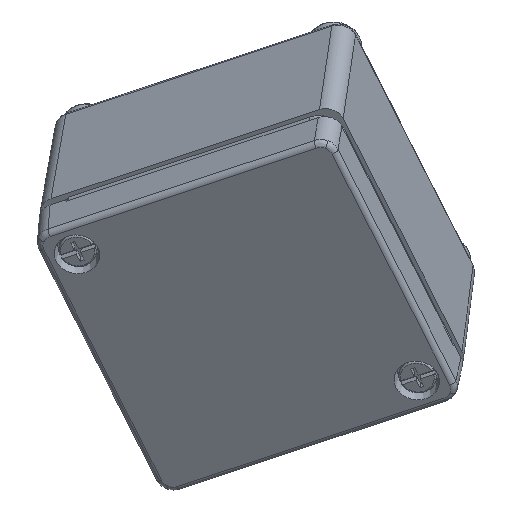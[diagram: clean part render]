
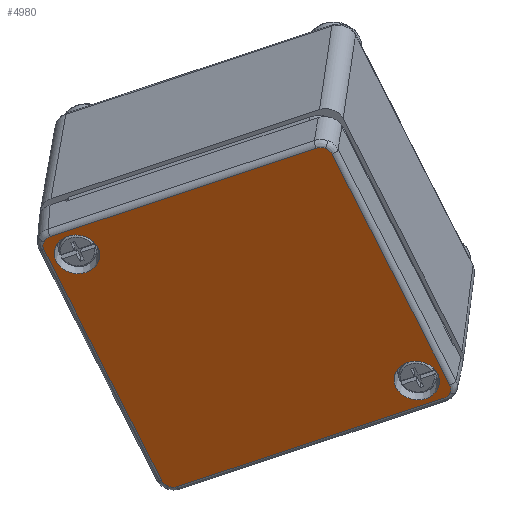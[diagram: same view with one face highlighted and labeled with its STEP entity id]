
A CAD part, top view. The second image highlights one B-rep face of the part: STEP entity #4980.
In plain terms, the highlighted face is planar.
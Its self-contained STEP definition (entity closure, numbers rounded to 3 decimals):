
#267=LINE('',#7670,#575);
#268=LINE('',#7678,#576);
#269=LINE('',#7686,#577);
#270=LINE('',#7694,#578);
#575=VECTOR('',#6026,1000.);
#576=VECTOR('',#6027,1000.);
#577=VECTOR('',#6028,1000.);
#578=VECTOR('',#6029,1000.);
#863=PLANE('',#5367);
#980=FACE_BOUND('',#1447,.T.);
#981=FACE_BOUND('',#1448,.T.);
#1100=FACE_OUTER_BOUND('',#1446,.T.);
#1446=EDGE_LOOP('',(#3489,#3490,#3491,#3492,#3493,#3494,#3495,#3496,#3497,
#3498,#3499,#3500));
#1447=EDGE_LOOP('',(#3501));
#1448=EDGE_LOOP('',(#3502));
#1841=(
BOUNDED_CURVE()
B_SPLINE_CURVE(3,(#7488,#7489,#7490,#7491,#7492,#7493),.UNSPECIFIED.,.F.,
 .F.)
B_SPLINE_CURVE_WITH_KNOTS((4,2,4),(5.498,5.891,6.283),
 .UNSPECIFIED.)
CURVE()
GEOMETRIC_REPRESENTATION_ITEM()
RATIONAL_B_SPLINE_CURVE((1.,1.,1.,1.,1.,1.))
REPRESENTATION_ITEM('')
);
#1842=(
BOUNDED_CURVE()
B_SPLINE_CURVE(3,(#7522,#7523,#7524,#7525,#7526,#7527),.UNSPECIFIED.,.F.,
 .F.)
B_SPLINE_CURVE_WITH_KNOTS((4,2,4),(5.498,5.891,6.283),
 .UNSPECIFIED.)
CURVE()
GEOMETRIC_REPRESENTATION_ITEM()
RATIONAL_B_SPLINE_CURVE((1.,1.,1.,1.,1.,1.))
REPRESENTATION_ITEM('')
);
#1843=(
BOUNDED_CURVE()
B_SPLINE_CURVE(3,(#7556,#7557,#7558,#7559,#7560,#7561),.UNSPECIFIED.,.F.,
 .F.)
B_SPLINE_CURVE_WITH_KNOTS((4,2,4),(5.498,5.891,6.283),
 .UNSPECIFIED.)
CURVE()
GEOMETRIC_REPRESENTATION_ITEM()
RATIONAL_B_SPLINE_CURVE((1.,1.,1.,1.,1.,1.))
REPRESENTATION_ITEM('')
);
#1844=(
BOUNDED_CURVE()
B_SPLINE_CURVE(3,(#7590,#7591,#7592,#7593,#7594,#7595),.UNSPECIFIED.,.F.,
 .F.)
B_SPLINE_CURVE_WITH_KNOTS((4,2,4),(5.498,5.891,6.283),
 .UNSPECIFIED.)
CURVE()
GEOMETRIC_REPRESENTATION_ITEM()
RATIONAL_B_SPLINE_CURVE((1.,1.,1.,1.,1.,1.))
REPRESENTATION_ITEM('')
);
#1845=(
BOUNDED_CURVE()
B_SPLINE_CURVE(3,(#7672,#7673,#7674,#7675,#7676,#7677),.UNSPECIFIED.,.F.,
 .F.)
B_SPLINE_CURVE_WITH_KNOTS((4,2,4),(0.,0.393,0.785),
 .UNSPECIFIED.)
CURVE()
GEOMETRIC_REPRESENTATION_ITEM()
RATIONAL_B_SPLINE_CURVE((1.,1.,1.,1.,1.,1.))
REPRESENTATION_ITEM('')
);
#1846=(
BOUNDED_CURVE()
B_SPLINE_CURVE(3,(#7680,#7681,#7682,#7683,#7684,#7685),.UNSPECIFIED.,.F.,
 .F.)
B_SPLINE_CURVE_WITH_KNOTS((4,2,4),(0.,0.393,0.785),
 .UNSPECIFIED.)
CURVE()
GEOMETRIC_REPRESENTATION_ITEM()
RATIONAL_B_SPLINE_CURVE((1.,1.,1.,1.,1.,1.))
REPRESENTATION_ITEM('')
);
#1847=(
BOUNDED_CURVE()
B_SPLINE_CURVE(3,(#7688,#7689,#7690,#7691,#7692,#7693),.UNSPECIFIED.,.F.,
 .F.)
B_SPLINE_CURVE_WITH_KNOTS((4,2,4),(0.,0.393,0.785),
 .UNSPECIFIED.)
CURVE()
GEOMETRIC_REPRESENTATION_ITEM()
RATIONAL_B_SPLINE_CURVE((1.,1.,1.,1.,1.,1.))
REPRESENTATION_ITEM('')
);
#1848=(
BOUNDED_CURVE()
B_SPLINE_CURVE(3,(#7695,#7696,#7697,#7698,#7699,#7700),.UNSPECIFIED.,.F.,
 .F.)
B_SPLINE_CURVE_WITH_KNOTS((4,2,4),(0.,0.393,
0.785),.UNSPECIFIED.)
CURVE()
GEOMETRIC_REPRESENTATION_ITEM()
RATIONAL_B_SPLINE_CURVE((1.,1.,1.,1.,1.,1.))
REPRESENTATION_ITEM('')
);
#1898=CIRCLE('',#5357,3.8);
#1900=CIRCLE('',#5360,3.8);
#2235=VERTEX_POINT('',#7485);
#2236=VERTEX_POINT('',#7487);
#2239=VERTEX_POINT('',#7519);
#2240=VERTEX_POINT('',#7521);
#2243=VERTEX_POINT('',#7553);
#2244=VERTEX_POINT('',#7555);
#2247=VERTEX_POINT('',#7587);
#2248=VERTEX_POINT('',#7589);
#2254=VERTEX_POINT('',#7610);
#2256=VERTEX_POINT('',#7615);
#2277=VERTEX_POINT('',#7669);
#2278=VERTEX_POINT('',#7671);
#2279=VERTEX_POINT('',#7679);
#2280=VERTEX_POINT('',#7687);
#2701=EDGE_CURVE('',#2236,#2235,#1841,.T.);
#2705=EDGE_CURVE('',#2240,#2239,#1842,.T.);
#2709=EDGE_CURVE('',#2244,#2243,#1843,.T.);
#2713=EDGE_CURVE('',#2248,#2247,#1844,.T.);
#2720=EDGE_CURVE('',#2254,#2254,#1898,.T.);
#2722=EDGE_CURVE('',#2256,#2256,#1900,.T.);
#2749=EDGE_CURVE('',#2277,#2236,#267,.T.);
#2750=EDGE_CURVE('',#2235,#2278,#1845,.T.);
#2751=EDGE_CURVE('',#2278,#2240,#268,.T.);
#2752=EDGE_CURVE('',#2239,#2279,#1846,.T.);
#2753=EDGE_CURVE('',#2279,#2248,#269,.T.);
#2754=EDGE_CURVE('',#2247,#2280,#1847,.T.);
#2755=EDGE_CURVE('',#2280,#2244,#270,.T.);
#2756=EDGE_CURVE('',#2243,#2277,#1848,.T.);
#3489=ORIENTED_EDGE('',*,*,#2749,.T.);
#3490=ORIENTED_EDGE('',*,*,#2701,.T.);
#3491=ORIENTED_EDGE('',*,*,#2750,.T.);
#3492=ORIENTED_EDGE('',*,*,#2751,.T.);
#3493=ORIENTED_EDGE('',*,*,#2705,.T.);
#3494=ORIENTED_EDGE('',*,*,#2752,.T.);
#3495=ORIENTED_EDGE('',*,*,#2753,.T.);
#3496=ORIENTED_EDGE('',*,*,#2713,.T.);
#3497=ORIENTED_EDGE('',*,*,#2754,.T.);
#3498=ORIENTED_EDGE('',*,*,#2755,.T.);
#3499=ORIENTED_EDGE('',*,*,#2709,.T.);
#3500=ORIENTED_EDGE('',*,*,#2756,.T.);
#3501=ORIENTED_EDGE('',*,*,#2720,.F.);
#3502=ORIENTED_EDGE('',*,*,#2722,.F.);
#4980=ADVANCED_FACE('',(#1100,#980,#981),#863,.T.);
#5357=AXIS2_PLACEMENT_3D('',#7611,#5979,#5980);
#5360=AXIS2_PLACEMENT_3D('',#7616,#5985,#5986);
#5367=AXIS2_PLACEMENT_3D('',#7668,#6024,#6025);
#5979=DIRECTION('center_axis',(0.,0.,1.));
#5980=DIRECTION('ref_axis',(1.,0.,0.));
#5985=DIRECTION('center_axis',(0.,0.,1.));
#5986=DIRECTION('ref_axis',(1.,0.,0.));
#6024=DIRECTION('center_axis',(0.,0.,1.));
#6025=DIRECTION('ref_axis',(1.,0.,0.));
#6026=DIRECTION('',(0.,-1.,0.));
#6027=DIRECTION('',(1.,0.,0.));
#6028=DIRECTION('',(0.,1.,0.));
#6029=DIRECTION('',(-1.,0.,0.));
#7485=CARTESIAN_POINT('',(-25.713,-25.713,8.2));
#7487=CARTESIAN_POINT('',(-26.298,-24.299,8.2));
#7488=CARTESIAN_POINT('Ctrl Pts',(-26.298,-24.299,8.2));
#7489=CARTESIAN_POINT('Ctrl Pts',(-26.298,-24.561,8.2));
#7490=CARTESIAN_POINT('Ctrl Pts',(-26.246,-24.823,8.2));
#7491=CARTESIAN_POINT('Ctrl Pts',(-26.046,-25.306,8.2));
#7492=CARTESIAN_POINT('Ctrl Pts',(-25.898,-25.528,8.2));
#7493=CARTESIAN_POINT('Ctrl Pts',(-25.713,-25.713,8.2));
#7519=CARTESIAN_POINT('',(25.713,-25.713,8.2));
#7521=CARTESIAN_POINT('',(24.299,-26.298,8.2));
#7522=CARTESIAN_POINT('Ctrl Pts',(24.299,-26.298,8.2));
#7523=CARTESIAN_POINT('Ctrl Pts',(24.561,-26.298,8.2));
#7524=CARTESIAN_POINT('Ctrl Pts',(24.823,-26.246,8.2));
#7525=CARTESIAN_POINT('Ctrl Pts',(25.306,-26.046,8.2));
#7526=CARTESIAN_POINT('Ctrl Pts',(25.528,-25.898,8.2));
#7527=CARTESIAN_POINT('Ctrl Pts',(25.713,-25.713,8.2));
#7553=CARTESIAN_POINT('',(-25.713,25.713,8.2));
#7555=CARTESIAN_POINT('',(-24.299,26.298,8.2));
#7556=CARTESIAN_POINT('Ctrl Pts',(-24.299,26.298,8.2));
#7557=CARTESIAN_POINT('Ctrl Pts',(-24.561,26.298,8.2));
#7558=CARTESIAN_POINT('Ctrl Pts',(-24.823,26.246,8.2));
#7559=CARTESIAN_POINT('Ctrl Pts',(-25.306,26.046,8.2));
#7560=CARTESIAN_POINT('Ctrl Pts',(-25.528,25.898,8.2));
#7561=CARTESIAN_POINT('Ctrl Pts',(-25.713,25.713,8.2));
#7587=CARTESIAN_POINT('',(25.713,25.713,8.2));
#7589=CARTESIAN_POINT('',(26.298,24.299,8.2));
#7590=CARTESIAN_POINT('Ctrl Pts',(26.298,24.299,8.2));
#7591=CARTESIAN_POINT('Ctrl Pts',(26.298,24.561,8.2));
#7592=CARTESIAN_POINT('Ctrl Pts',(26.246,24.823,8.2));
#7593=CARTESIAN_POINT('Ctrl Pts',(26.046,25.306,8.2));
#7594=CARTESIAN_POINT('Ctrl Pts',(25.898,25.528,8.2));
#7595=CARTESIAN_POINT('Ctrl Pts',(25.713,25.713,8.2));
#7610=CARTESIAN_POINT('',(25.3,-21.5,8.2));
#7611=CARTESIAN_POINT('Origin',(21.5,-21.5,8.2));
#7615=CARTESIAN_POINT('',(-17.7,21.5,8.2));
#7616=CARTESIAN_POINT('Origin',(-21.5,21.5,8.2));
#7668=CARTESIAN_POINT('Origin',(-27.5,-27.5,8.2));
#7669=CARTESIAN_POINT('',(-26.298,24.299,8.2));
#7670=CARTESIAN_POINT('',(-26.298,-24.272,8.2));
#7671=CARTESIAN_POINT('',(-24.299,-26.298,8.2));
#7672=CARTESIAN_POINT('Ctrl Pts',(-25.713,-25.713,8.2));
#7673=CARTESIAN_POINT('Ctrl Pts',(-25.528,-25.898,8.2));
#7674=CARTESIAN_POINT('Ctrl Pts',(-25.306,-26.046,8.2));
#7675=CARTESIAN_POINT('Ctrl Pts',(-24.823,-26.246,8.2));
#7676=CARTESIAN_POINT('Ctrl Pts',(-24.561,-26.298,8.2));
#7677=CARTESIAN_POINT('Ctrl Pts',(-24.299,-26.298,8.2));
#7678=CARTESIAN_POINT('',(24.272,-26.298,8.2));
#7679=CARTESIAN_POINT('',(26.298,-24.299,8.2));
#7680=CARTESIAN_POINT('Ctrl Pts',(25.713,-25.713,8.2));
#7681=CARTESIAN_POINT('Ctrl Pts',(25.898,-25.528,8.2));
#7682=CARTESIAN_POINT('Ctrl Pts',(26.046,-25.306,8.2));
#7683=CARTESIAN_POINT('Ctrl Pts',(26.246,-24.823,8.2));
#7684=CARTESIAN_POINT('Ctrl Pts',(26.298,-24.561,8.2));
#7685=CARTESIAN_POINT('Ctrl Pts',(26.298,-24.299,8.2));
#7686=CARTESIAN_POINT('',(26.298,24.272,8.2));
#7687=CARTESIAN_POINT('',(24.299,26.298,8.2));
#7688=CARTESIAN_POINT('Ctrl Pts',(25.713,25.713,8.2));
#7689=CARTESIAN_POINT('Ctrl Pts',(25.528,25.898,8.2));
#7690=CARTESIAN_POINT('Ctrl Pts',(25.306,26.046,8.2));
#7691=CARTESIAN_POINT('Ctrl Pts',(24.823,26.246,8.2));
#7692=CARTESIAN_POINT('Ctrl Pts',(24.561,26.298,8.2));
#7693=CARTESIAN_POINT('Ctrl Pts',(24.299,26.298,8.2));
#7694=CARTESIAN_POINT('',(-24.272,26.298,8.2));
#7695=CARTESIAN_POINT('Ctrl Pts',(-25.713,25.713,8.2));
#7696=CARTESIAN_POINT('Ctrl Pts',(-25.898,25.528,8.2));
#7697=CARTESIAN_POINT('Ctrl Pts',(-26.046,25.306,8.2));
#7698=CARTESIAN_POINT('Ctrl Pts',(-26.246,24.823,8.2));
#7699=CARTESIAN_POINT('Ctrl Pts',(-26.298,24.561,8.2));
#7700=CARTESIAN_POINT('Ctrl Pts',(-26.298,24.299,8.2));
